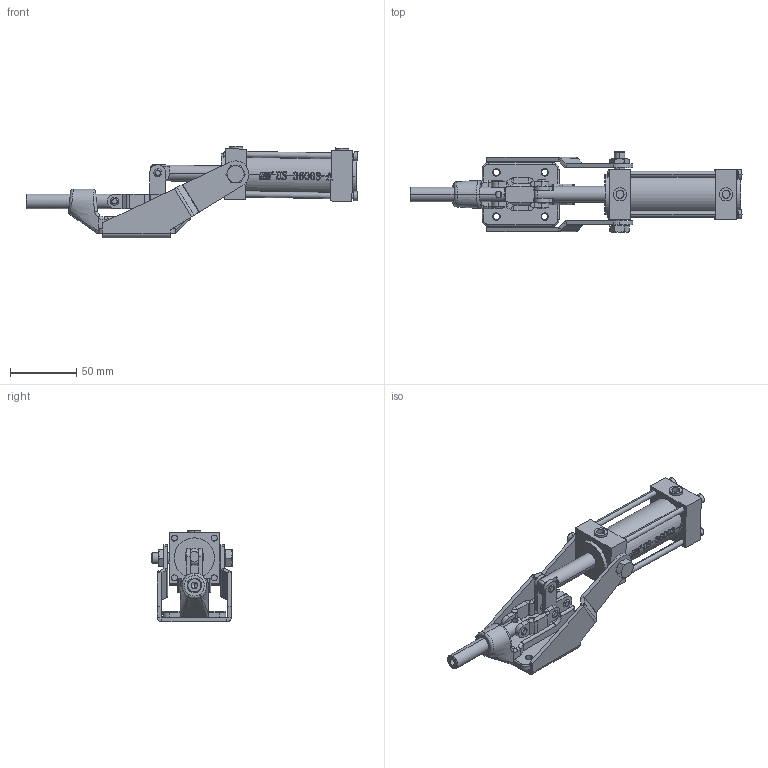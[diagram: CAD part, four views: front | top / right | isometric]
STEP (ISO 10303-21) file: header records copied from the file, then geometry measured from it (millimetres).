
FILE_DESCRIPTION (( 'STEP AP203' ), '1' );
FILE_NAME ('HS-36003-A 装配体.STEP', '2018-12-07T08:47:14', ( 'PCOS' ), ( '微软中国' ), 'SwSTEP 2.0', 'SolidWorks 2012', '' );
FILE_SCHEMA (( 'CONFIG_CONTROL_DESIGN' ));
Length unit declared in the file: millimetre
Products named in the file (13): HS-36003-A 蚾饜极; hex thin nuts-grades ab-chamfered gb_GB_FASTENER_NUT_STNAB M8-N; hexagon head bolts-full thread gb_GB_FASTENER_BOLT_STBAB A M8X55-N; 蟀裝2; 蚐詰; 挴裝; 种3; 种2; 种1; 蟀裝; 活塞杆; 菁釱; 菁殤
Assembly tree (15 placements, depth 2):
  HS-36003-A 蚾饜极
    菁殤
    菁釱
    活塞杆
    蟀裝  x2
    种1  x2
    种2
    种3
    挴裝
    蚐詰
    蟀裝2  x2
    hexagon head bolts-full thread gb_GB_FASTENER_BOLT_STBAB A M8X55-N
    hex thin nuts-grades ab-chamfered gb_GB_FASTENER_NUT_STNAB M8-N
Bounding box: 250.3 x 60.45 x 69.08 mm (x, y, z)
Volume: 179261.2 mm3; surface area: 65792.5 mm2
Topology: 15 solids, 15 shells, 879 faces, 2223 edges, 1419 vertices
Faces by surface type: plane 386, cylinder 251, bspline 183, torus 33, cone 24, sphere 2
Entity records: 34803 total; most frequent: CARTESIAN_POINT 14935, ORIENTED_EDGE 4152, DIRECTION 3266, EDGE_CURVE 2076, VERTEX_POINT 1333, AXIS2_PLACEMENT_3D 1115, VECTOR 1036, LINE 1036
